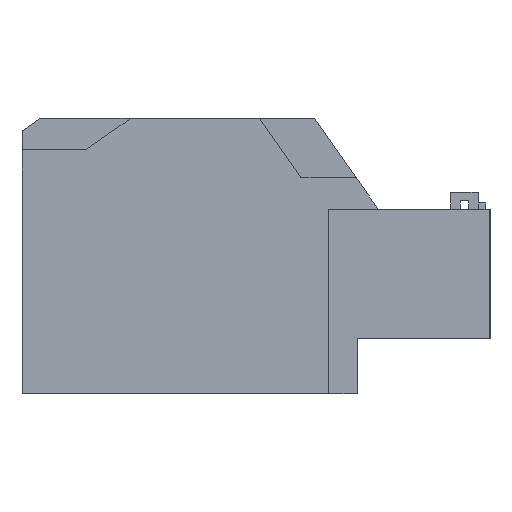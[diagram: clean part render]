
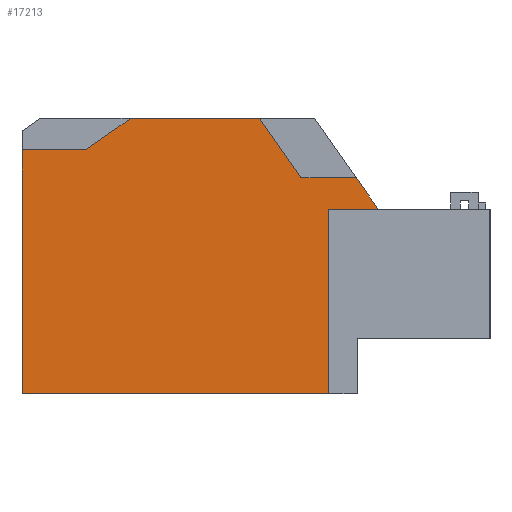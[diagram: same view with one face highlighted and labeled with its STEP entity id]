
A CAD part, left-side view. The second image highlights one B-rep face of the part: STEP entity #17213.
In plain terms, the highlighted planar face has unit normal (-1, 0, 0.009).
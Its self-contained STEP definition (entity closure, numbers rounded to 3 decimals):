
#13736=DIRECTION('',(0.,1.,0.));
#13737=VECTOR('',#13736,11.7);
#13738=CARTESIAN_POINT('',(-201.62,88.797,
44.387));
#13739=LINE('',#13738,#13737);
#14030=DIRECTION('',(-0.009,0.,
-1.));
#14031=VECTOR('',#14030,43.502);
#14032=CARTESIAN_POINT('',(-201.62,100.497,
44.387));
#14033=LINE('',#14032,#14031);
#14359=DIRECTION('',(-0.007,-0.574,-0.819));
#14360=VECTOR('',#14359,9.156);
#14361=CARTESIAN_POINT('',(-201.555,94.049,
51.887));
#14362=LINE('',#14361,#14360);
#14401=DIRECTION('',(0.,1.,0.));
#14402=VECTOR('',#14401,15.);
#14403=CARTESIAN_POINT('',(-201.498,157.797,
58.387));
#14404=LINE('',#14403,#14402);
#14408=DIRECTION('',(-0.005,0.819,-0.574));
#14409=VECTOR('',#14408,13.076);
#14410=CARTESIAN_POINT('',(-201.433,147.086,
65.887));
#14411=LINE('',#14410,#14409);
#14415=DIRECTION('',(0.,1.,0.));
#14416=VECTOR('',#14415,30.234);
#14417=CARTESIAN_POINT('',(-201.433,116.851,
65.887));
#14418=LINE('',#14417,#14416);
#14422=DIRECTION('',(0.007,0.574,0.819));
#14423=VECTOR('',#14422,17.091);
#14424=CARTESIAN_POINT('',(-201.555,107.049,
51.887));
#14425=LINE('',#14424,#14423);
#14429=DIRECTION('',(0.,1.,0.));
#14430=VECTOR('',#14429,13.);
#14431=CARTESIAN_POINT('',(-201.555,94.049,
51.887));
#14432=LINE('',#14431,#14430);
#14436=DIRECTION('',(0.,-1.,0.));
#14437=VECTOR('',#14436,72.3);
#14438=CARTESIAN_POINT('',(-202.,172.797,0.887));
#14439=LINE('',#14438,#14437);
#14660=DIRECTION('',(0.009,0.,1.));
#14661=VECTOR('',#14660,57.502);
#14662=CARTESIAN_POINT('',(-202.,172.797,0.887));
#14663=LINE('',#14662,#14661);
#15980=CARTESIAN_POINT('',(-201.555,94.049,
51.887));
#15981=VERTEX_POINT('',#15980);
#16000=CARTESIAN_POINT('',(-201.62,88.797,
44.387));
#16001=VERTEX_POINT('',#16000);
#16014=CARTESIAN_POINT('',(-201.62,100.497,
44.387));
#16015=VERTEX_POINT('',#16014);
#16038=CARTESIAN_POINT('',(-201.555,107.049,
51.887));
#16039=VERTEX_POINT('',#16038);
#16070=CARTESIAN_POINT('',(-201.433,116.851,
65.887));
#16071=VERTEX_POINT('',#16070);
#16072=CARTESIAN_POINT('',(-201.433,147.086,
65.887));
#16073=VERTEX_POINT('',#16072);
#16082=CARTESIAN_POINT('',(-202.,100.497,0.887));
#16083=VERTEX_POINT('',#16082);
#16104=CARTESIAN_POINT('',(-201.498,157.797,
58.387));
#16105=CARTESIAN_POINT('',(-201.498,172.797,
58.387));
#16106=VERTEX_POINT('',#16104);
#16107=VERTEX_POINT('',#16105);
#16140=CARTESIAN_POINT('',(-202.,172.797,0.887));
#16141=VERTEX_POINT('',#16140);
#17191=CARTESIAN_POINT('',(-202.,167.797,0.887));
#17192=DIRECTION('',(1.,0.,-0.009));
#17193=DIRECTION('',(0.,-1.,0.));
#17194=AXIS2_PLACEMENT_3D('',#17191,#17192,#17193);
#17195=PLANE('',#17194);
#17197=ORIENTED_EDGE('',*,*,#17196,.F.);
#17199=ORIENTED_EDGE('',*,*,#17198,.F.);
#17201=ORIENTED_EDGE('',*,*,#17200,.F.);
#17203=ORIENTED_EDGE('',*,*,#17202,.F.);
#17204=ORIENTED_EDGE('',*,*,#17175,.F.);
#17205=ORIENTED_EDGE('',*,*,#17134,.T.);
#17206=ORIENTED_EDGE('',*,*,#16409,.T.);
#17207=ORIENTED_EDGE('',*,*,#16783,.T.);
#17208=ORIENTED_EDGE('',*,*,#16804,.F.);
#17210=ORIENTED_EDGE('',*,*,#17209,.T.);
#17211=EDGE_LOOP('',(#17197,#17199,#17201,#17203,#17204,#17205,#17206,#17207,
#17208,#17210));
#17212=FACE_OUTER_BOUND('',#17211,.F.);
#16409=EDGE_CURVE('',#16001,#16015,#13739,.T.);
#16783=EDGE_CURVE('',#16015,#16083,#14033,.T.);
#16804=EDGE_CURVE('',#16141,#16083,#14439,.T.);
#17134=EDGE_CURVE('',#15981,#16001,#14362,.T.);
#17175=EDGE_CURVE('',#15981,#16039,#14432,.T.);
#17196=EDGE_CURVE('',#16106,#16107,#14404,.T.);
#17198=EDGE_CURVE('',#16073,#16106,#14411,.T.);
#17200=EDGE_CURVE('',#16071,#16073,#14418,.T.);
#17202=EDGE_CURVE('',#16039,#16071,#14425,.T.);
#17209=EDGE_CURVE('',#16141,#16107,#14663,.T.);
#17213=ADVANCED_FACE('',(#17212),#17195,.F.);
